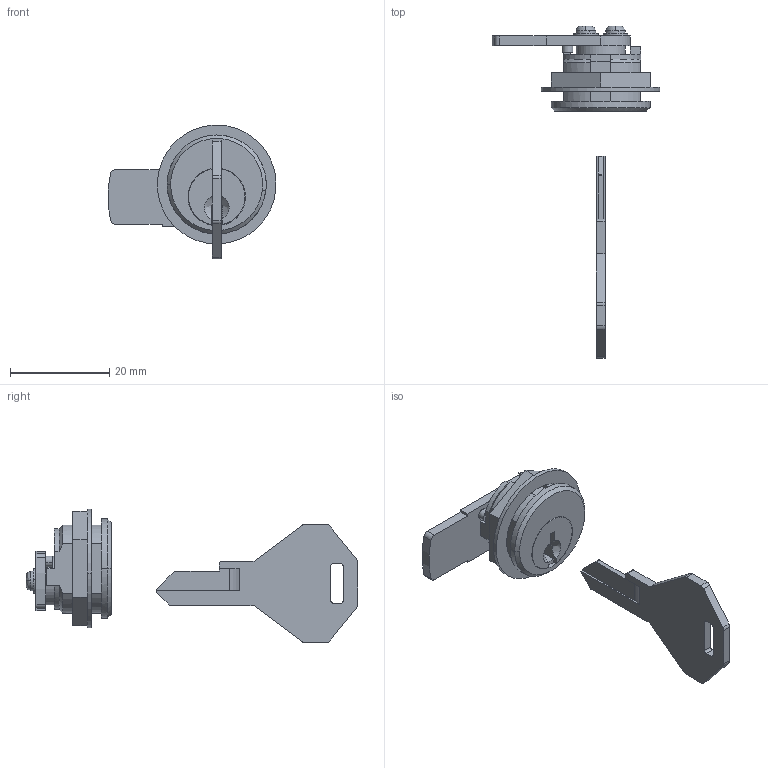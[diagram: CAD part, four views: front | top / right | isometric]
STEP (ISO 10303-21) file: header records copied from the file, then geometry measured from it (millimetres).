
FILE_DESCRIPTION((''),'2;1');
FILE_NAME('','2005-07-15T15:07:41',(''),(''),'','CADfix','');
FILE_SCHEMA(('AUTOMOTIVE_DESIGN'));
Length unit declared in the file: millimetre
Products named in the file (7): screw; washer; nut; lock; key; cam; TL_210_1_24927_36
Assembly tree (7 placements, depth 2):
  TL_210_1_24927_36
    screw  x2
    washer
    nut
    lock
    key
    cam
Bounding box: 33.9 x 67.05 x 27.03 mm (x, y, z)
Volume: 4708.4 mm3; surface area: 5017.3 mm2
Topology: 7 solids, 7 shells, 198 faces, 587 edges, 410 vertices
Faces by surface type: bspline 198
Entity records: 5846 total; most frequent: CARTESIAN_POINT 2839, ORIENTED_EDGE 1004, EDGE_CURVE 502, VERTEX_POINT 351, QUASI_UNIFORM_CURVE 293, EDGE_LOOP 187, FACE_OUTER_BOUND 169, ADVANCED_FACE 169
